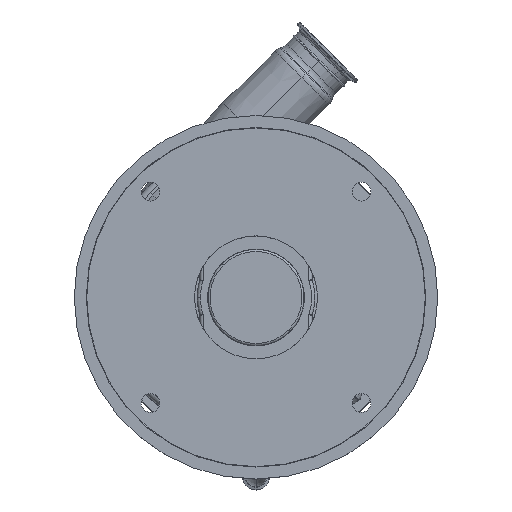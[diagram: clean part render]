
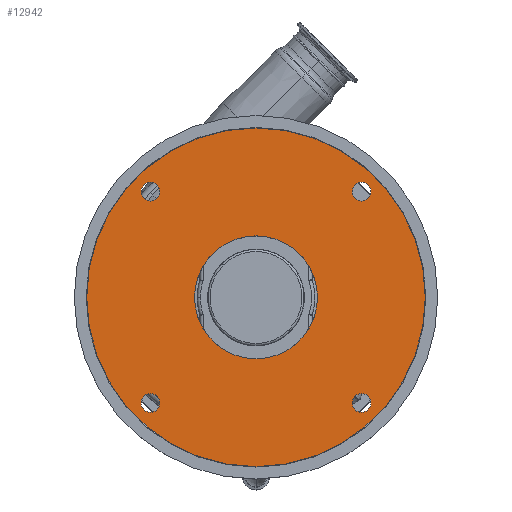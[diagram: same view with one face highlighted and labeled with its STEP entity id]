
A CAD part, top view. The second image highlights one B-rep face of the part: STEP entity #12942.
In plain terms, the highlighted planar face has unit normal (0, 0, 1).
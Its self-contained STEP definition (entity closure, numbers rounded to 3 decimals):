
#115 = EDGE_CURVE ( 'NONE', #11773, #9172, #323, .T. ) ;
#323 = CIRCLE ( 'NONE', #5071, 57.5 ) ;
#368 = VERTEX_POINT ( 'NONE', #9048 ) ;
#420 = CARTESIAN_POINT ( 'NONE',  ( 90.033, 98.783, 190.5 ) ) ;
#594 = CARTESIAN_POINT ( 'NONE',  ( 98.783, 98.783, 190.5 ) ) ;
#659 = EDGE_CURVE ( 'NONE', #1618, #2993, #7425, .T. ) ;
#716 = DIRECTION ( 'NONE',  ( 0., 0., 1. ) ) ;
#890 = CARTESIAN_POINT ( 'NONE',  ( 107.533, -98.783, 190.5 ) ) ;
#961 = EDGE_CURVE ( 'NONE', #9172, #11773, #4279, .T. ) ;
#975 = DIRECTION ( 'NONE',  ( 0., 0., 1. ) ) ;
#991 = EDGE_LOOP ( 'NONE', ( #6824, #15821 ) ) ;
#992 = CARTESIAN_POINT ( 'NONE',  ( -98.783, 98.783, 190.5 ) ) ;
#1128 = EDGE_LOOP ( 'NONE', ( #13381, #11535 ) ) ;
#1187 = AXIS2_PLACEMENT_3D ( 'NONE', #10494, #1863, #14194 ) ;
#1267 = DIRECTION ( 'NONE',  ( 1., 0., 0. ) ) ;
#1328 = EDGE_CURVE ( 'NONE', #2993, #1618, #12418, .T. ) ;
#1349 = DIRECTION ( 'NONE',  ( 1., 0., 0. ) ) ;
#1583 = ORIENTED_EDGE ( 'NONE', *, *, #9769, .F. ) ;
#1595 = CARTESIAN_POINT ( 'NONE',  ( 0., 0., 190.5 ) ) ;
#1618 = VERTEX_POINT ( 'NONE', #9757 ) ;
#1863 = DIRECTION ( 'NONE',  ( 0., 0., 1. ) ) ;
#1887 = DIRECTION ( 'NONE',  ( 1., 0., 0. ) ) ;
#2038 = CARTESIAN_POINT ( 'NONE',  ( 0., 0., 190.5 ) ) ;
#2120 = CARTESIAN_POINT ( 'NONE',  ( -107.533, -98.783, 190.5 ) ) ;
#2322 = FACE_BOUND ( 'NONE', #11176, .T. ) ;
#2389 = DIRECTION ( 'NONE',  ( 1., 0., 0. ) ) ;
#2576 = CARTESIAN_POINT ( 'NONE',  ( 98.783, 98.783, 190.5 ) ) ;
#2658 = EDGE_CURVE ( 'NONE', #12855, #13615, #13464, .T. ) ;
#2676 = VERTEX_POINT ( 'NONE', #15619 ) ;
#2985 = DIRECTION ( 'NONE',  ( 0., 0., 1. ) ) ;
#2993 = VERTEX_POINT ( 'NONE', #12739 ) ;
#3231 = EDGE_CURVE ( 'NONE', #7165, #6676, #4559, .T. ) ;
#3245 = CIRCLE ( 'NONE', #12952, 8.75 ) ;
#3398 = PLANE ( 'NONE',  #11067 ) ;
#3423 = ORIENTED_EDGE ( 'NONE', *, *, #8076, .F. ) ;
#3643 = DIRECTION ( 'NONE',  ( 0., 0., 1. ) ) ;
#3743 = EDGE_CURVE ( 'NONE', #5407, #2676, #3245, .T. ) ;
#3747 = CIRCLE ( 'NONE', #12900, 8.75 ) ;
#4001 = EDGE_CURVE ( 'NONE', #368, #11753, #12439, .T. ) ;
#4279 = CIRCLE ( 'NONE', #9789, 57.5 ) ;
#4323 = EDGE_LOOP ( 'NONE', ( #14023, #14708 ) ) ;
#4505 = CARTESIAN_POINT ( 'NONE',  ( -98.783, -98.783, 190.5 ) ) ;
#4559 = CIRCLE ( 'NONE', #10837, 8.75 ) ;
#4600 = DIRECTION ( 'NONE',  ( 0., 0., 1. ) ) ;
#4619 = CARTESIAN_POINT ( 'NONE',  ( -98.783, -98.783, 190.5 ) ) ;
#4678 = AXIS2_PLACEMENT_3D ( 'NONE', #4505, #716, #5747 ) ;
#4757 = EDGE_CURVE ( 'NONE', #6676, #7165, #7485, .T. ) ;
#4812 = FACE_BOUND ( 'NONE', #11733, .T. ) ;
#5071 = AXIS2_PLACEMENT_3D ( 'NONE', #1595, #2985, #10622 ) ;
#5407 = VERTEX_POINT ( 'NONE', #2120 ) ;
#5700 = CARTESIAN_POINT ( 'NONE',  ( -107.533, 98.783, 190.5 ) ) ;
#5747 = DIRECTION ( 'NONE',  ( 1., 0., 0. ) ) ;
#5965 = CARTESIAN_POINT ( 'NONE',  ( -90.033, 98.783, 190.5 ) ) ;
#6421 = CARTESIAN_POINT ( 'NONE',  ( 0., 0., 190.5 ) ) ;
#6676 = VERTEX_POINT ( 'NONE', #5700 ) ;
#6824 = ORIENTED_EDGE ( 'NONE', *, *, #1328, .T. ) ;
#7165 = VERTEX_POINT ( 'NONE', #5965 ) ;
#7180 = AXIS2_PLACEMENT_3D ( 'NONE', #10907, #4600, #9670 ) ;
#7217 = DIRECTION ( 'NONE',  ( 1., 0., 0. ) ) ;
#7425 = CIRCLE ( 'NONE', #9225, 158.4 ) ;
#7485 = CIRCLE ( 'NONE', #1187, 8.75 ) ;
#7498 = FACE_BOUND ( 'NONE', #4323, .T. ) ;
#7587 = DIRECTION ( 'NONE',  ( 0., 0., 1. ) ) ;
#7608 = DIRECTION ( 'NONE',  ( 1., 0., 0. ) ) ;
#7631 = CARTESIAN_POINT ( 'NONE',  ( 57.5, 0., 190.5 ) ) ;
#7802 = CIRCLE ( 'NONE', #12499, 8.75 ) ;
#8076 = EDGE_CURVE ( 'NONE', #13615, #12855, #7802, .T. ) ;
#8383 = DIRECTION ( 'NONE',  ( 0., 0., 1. ) ) ;
#8410 = ORIENTED_EDGE ( 'NONE', *, *, #2658, .F. ) ;
#8644 = CARTESIAN_POINT ( 'NONE',  ( 0., 0., 190.5 ) ) ;
#8727 = FACE_OUTER_BOUND ( 'NONE', #991, .T. ) ;
#8742 = ORIENTED_EDGE ( 'NONE', *, *, #4757, .F. ) ;
#9048 = CARTESIAN_POINT ( 'NONE',  ( 90.033, -98.783, 190.5 ) ) ;
#9172 = VERTEX_POINT ( 'NONE', #7631 ) ;
#9225 = AXIS2_PLACEMENT_3D ( 'NONE', #6421, #3643, #2389 ) ;
#9289 = DIRECTION ( 'NONE',  ( 0., 0., 1. ) ) ;
#9446 = CARTESIAN_POINT ( 'NONE',  ( 0., 0., 190.5 ) ) ;
#9670 = DIRECTION ( 'NONE',  ( 1., 0., 0. ) ) ;
#9757 = CARTESIAN_POINT ( 'NONE',  ( -158.4, 0., 190.5 ) ) ;
#9769 = EDGE_CURVE ( 'NONE', #2676, #5407, #13317, .T. ) ;
#9789 = AXIS2_PLACEMENT_3D ( 'NONE', #2038, #975, #7217 ) ;
#9911 = DIRECTION ( 'NONE',  ( 0., 0., 1. ) ) ;
#10218 = EDGE_LOOP ( 'NONE', ( #1583, #11366 ) ) ;
#10494 = CARTESIAN_POINT ( 'NONE',  ( -98.783, 98.783, 190.5 ) ) ;
#10568 = AXIS2_PLACEMENT_3D ( 'NONE', #9446, #8383, #10769 ) ;
#10622 = DIRECTION ( 'NONE',  ( 1., 0., 0. ) ) ;
#10769 = DIRECTION ( 'NONE',  ( 1., 0., 0. ) ) ;
#10825 = AXIS2_PLACEMENT_3D ( 'NONE', #594, #9289, #11533 ) ;
#10829 = CARTESIAN_POINT ( 'NONE',  ( -57.5, 0., 190.5 ) ) ;
#10837 = AXIS2_PLACEMENT_3D ( 'NONE', #992, #15321, #14871 ) ;
#10907 = CARTESIAN_POINT ( 'NONE',  ( 98.783, -98.783, 190.5 ) ) ;
#11067 = AXIS2_PLACEMENT_3D ( 'NONE', #8644, #13420, #1267 ) ;
#11092 = ORIENTED_EDGE ( 'NONE', *, *, #3231, .F. ) ;
#11176 = EDGE_LOOP ( 'NONE', ( #11092, #8742 ) ) ;
#11366 = ORIENTED_EDGE ( 'NONE', *, *, #3743, .F. ) ;
#11533 = DIRECTION ( 'NONE',  ( 1., 0., 0. ) ) ;
#11535 = ORIENTED_EDGE ( 'NONE', *, *, #4001, .F. ) ;
#11733 = EDGE_LOOP ( 'NONE', ( #8410, #3423 ) ) ;
#11753 = VERTEX_POINT ( 'NONE', #890 ) ;
#11773 = VERTEX_POINT ( 'NONE', #10829 ) ;
#12418 = CIRCLE ( 'NONE', #10568, 158.4 ) ;
#12439 = CIRCLE ( 'NONE', #7180, 8.75 ) ;
#12499 = AXIS2_PLACEMENT_3D ( 'NONE', #2576, #7587, #1349 ) ;
#12739 = CARTESIAN_POINT ( 'NONE',  ( 158.4, 0., 190.5 ) ) ;
#12855 = VERTEX_POINT ( 'NONE', #15790 ) ;
#12900 = AXIS2_PLACEMENT_3D ( 'NONE', #16066, #9911, #7608 ) ;
#12942 = ADVANCED_FACE ( 'NONE', ( #8727, #2322, #16040, #14648, #4812, #7498 ), #3398, .T. ) ;
#12952 = AXIS2_PLACEMENT_3D ( 'NONE', #4619, #13151, #1887 ) ;
#13151 = DIRECTION ( 'NONE',  ( 0., 0., 1. ) ) ;
#13301 = EDGE_CURVE ( 'NONE', #11753, #368, #3747, .T. ) ;
#13317 = CIRCLE ( 'NONE', #4678, 8.75 ) ;
#13381 = ORIENTED_EDGE ( 'NONE', *, *, #13301, .F. ) ;
#13420 = DIRECTION ( 'NONE',  ( 0., 0., 1. ) ) ;
#13464 = CIRCLE ( 'NONE', #10825, 8.75 ) ;
#13615 = VERTEX_POINT ( 'NONE', #420 ) ;
#14023 = ORIENTED_EDGE ( 'NONE', *, *, #961, .F. ) ;
#14194 = DIRECTION ( 'NONE',  ( 1., 0., 0. ) ) ;
#14648 = FACE_BOUND ( 'NONE', #1128, .T. ) ;
#14708 = ORIENTED_EDGE ( 'NONE', *, *, #115, .F. ) ;
#14871 = DIRECTION ( 'NONE',  ( 1., 0., 0. ) ) ;
#15321 = DIRECTION ( 'NONE',  ( 0., 0., 1. ) ) ;
#15619 = CARTESIAN_POINT ( 'NONE',  ( -90.033, -98.783, 190.5 ) ) ;
#15790 = CARTESIAN_POINT ( 'NONE',  ( 107.533, 98.783, 190.5 ) ) ;
#15821 = ORIENTED_EDGE ( 'NONE', *, *, #659, .T. ) ;
#16040 = FACE_BOUND ( 'NONE', #10218, .T. ) ;
#16066 = CARTESIAN_POINT ( 'NONE',  ( 98.783, -98.783, 190.5 ) ) ;
